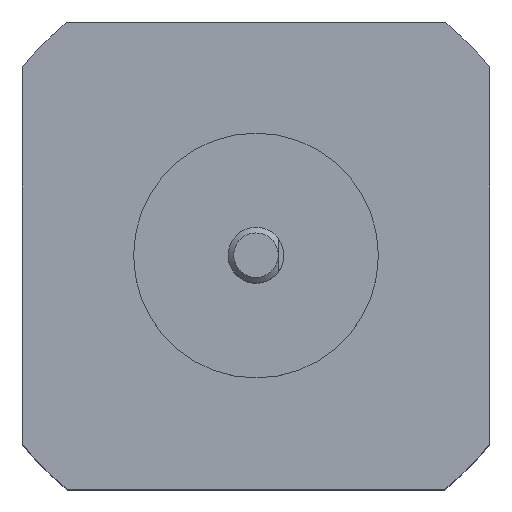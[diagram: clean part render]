
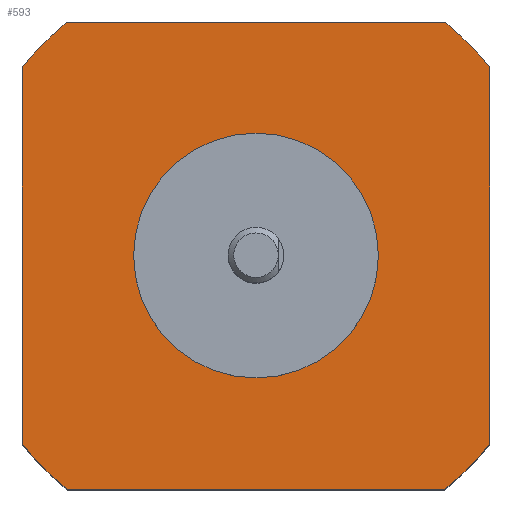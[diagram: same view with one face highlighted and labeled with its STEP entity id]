
A CAD part, top view. The second image highlights one B-rep face of the part: STEP entity #593.
In plain terms, the highlighted planar face has unit normal (0, 0, 1).
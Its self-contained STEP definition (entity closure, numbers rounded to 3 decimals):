
#18=FACE_BOUND('',#105,.T.);
#68=FACE_OUTER_BOUND('',#104,.T.);
#104=EDGE_LOOP('',(#534,#535,#536,#537,#538,#539,#540,#541));
#105=EDGE_LOOP('',(#542));
#122=CIRCLE('',#625,27.);
#124=CIRCLE('',#630,27.);
#126=CIRCLE('',#635,27.);
#128=CIRCLE('',#640,27.);
#135=CIRCLE('',#655,11.);
#164=LINE('',#937,#215);
#170=LINE('',#952,#221);
#176=LINE('',#967,#227);
#186=LINE('',#1013,#237);
#215=VECTOR('',#755,33.941);
#221=VECTOR('',#771,33.941);
#227=VECTOR('',#787,33.941);
#237=VECTOR('',#835,33.941);
#270=VERTEX_POINT('',#924);
#271=VERTEX_POINT('',#926);
#274=VERTEX_POINT('',#936);
#276=VERTEX_POINT('',#943);
#278=VERTEX_POINT('',#951);
#280=VERTEX_POINT('',#958);
#282=VERTEX_POINT('',#966);
#284=VERTEX_POINT('',#973);
#293=VERTEX_POINT('',#1009);
#335=EDGE_CURVE('',#271,#270,#122,.T.);
#340=EDGE_CURVE('',#274,#271,#164,.T.);
#344=EDGE_CURVE('',#276,#274,#124,.T.);
#348=EDGE_CURVE('',#278,#276,#170,.T.);
#352=EDGE_CURVE('',#280,#278,#126,.T.);
#356=EDGE_CURVE('',#282,#280,#176,.T.);
#360=EDGE_CURVE('',#284,#282,#128,.T.);
#375=EDGE_CURVE('',#293,#293,#135,.T.);
#376=EDGE_CURVE('',#270,#284,#186,.T.);
#534=ORIENTED_EDGE('',*,*,#360,.T.);
#535=ORIENTED_EDGE('',*,*,#356,.T.);
#536=ORIENTED_EDGE('',*,*,#352,.T.);
#537=ORIENTED_EDGE('',*,*,#348,.T.);
#538=ORIENTED_EDGE('',*,*,#344,.T.);
#539=ORIENTED_EDGE('',*,*,#340,.T.);
#540=ORIENTED_EDGE('',*,*,#335,.T.);
#541=ORIENTED_EDGE('',*,*,#376,.T.);
#542=ORIENTED_EDGE('',*,*,#375,.T.);
#560=PLANE('',#658);
#593=ADVANCED_FACE('',(#68,#18),#560,.T.);
#625=AXIS2_PLACEMENT_3D('',#927,#744,#745);
#630=AXIS2_PLACEMENT_3D('',#944,#761,#762);
#635=AXIS2_PLACEMENT_3D('',#959,#777,#778);
#640=AXIS2_PLACEMENT_3D('',#974,#793,#794);
#655=AXIS2_PLACEMENT_3D('',#1010,#829,#830);
#658=AXIS2_PLACEMENT_3D('',#1014,#836,#837);
#744=DIRECTION('center_axis',(0.,0.,1.));
#745=DIRECTION('ref_axis',(-1.,0.,0.));
#755=DIRECTION('',(0.,-1.,0.));
#761=DIRECTION('center_axis',(0.,0.,1.));
#762=DIRECTION('ref_axis',(-1.,0.,0.));
#771=DIRECTION('',(-1.,0.,0.));
#777=DIRECTION('center_axis',(0.,0.,1.));
#778=DIRECTION('ref_axis',(-1.,0.,0.));
#787=DIRECTION('',(0.,1.,0.));
#793=DIRECTION('center_axis',(0.,0.,1.));
#794=DIRECTION('ref_axis',(-1.,0.,0.));
#829=DIRECTION('center_axis',(0.,0.,-1.));
#830=DIRECTION('ref_axis',(-1.,0.,0.));
#835=DIRECTION('',(1.,0.,0.));
#836=DIRECTION('center_axis',(0.,0.,1.));
#837=DIRECTION('ref_axis',(1.,0.,0.));
#924=CARTESIAN_POINT('',(-16.971,-21.,41.));
#926=CARTESIAN_POINT('',(-21.,-16.971,41.));
#927=CARTESIAN_POINT('Origin',(0.,0.,41.));
#936=CARTESIAN_POINT('',(-21.,16.971,41.));
#937=CARTESIAN_POINT('',(-21.,-21.,41.));
#943=CARTESIAN_POINT('',(-16.971,21.,41.));
#944=CARTESIAN_POINT('Origin',(0.,0.,41.));
#951=CARTESIAN_POINT('',(16.971,21.,41.));
#952=CARTESIAN_POINT('',(-21.,21.,41.));
#958=CARTESIAN_POINT('',(21.,16.971,41.));
#959=CARTESIAN_POINT('Origin',(0.,0.,41.));
#966=CARTESIAN_POINT('',(21.,-16.971,41.));
#967=CARTESIAN_POINT('',(21.,21.,41.));
#973=CARTESIAN_POINT('',(16.971,-21.,41.));
#974=CARTESIAN_POINT('Origin',(0.,0.,41.));
#1009=CARTESIAN_POINT('',(11.,0.,41.));
#1010=CARTESIAN_POINT('Origin',(0.,0.,41.));
#1013=CARTESIAN_POINT('',(21.,-21.,41.));
#1014=CARTESIAN_POINT('Origin',(0.,0.,41.));
